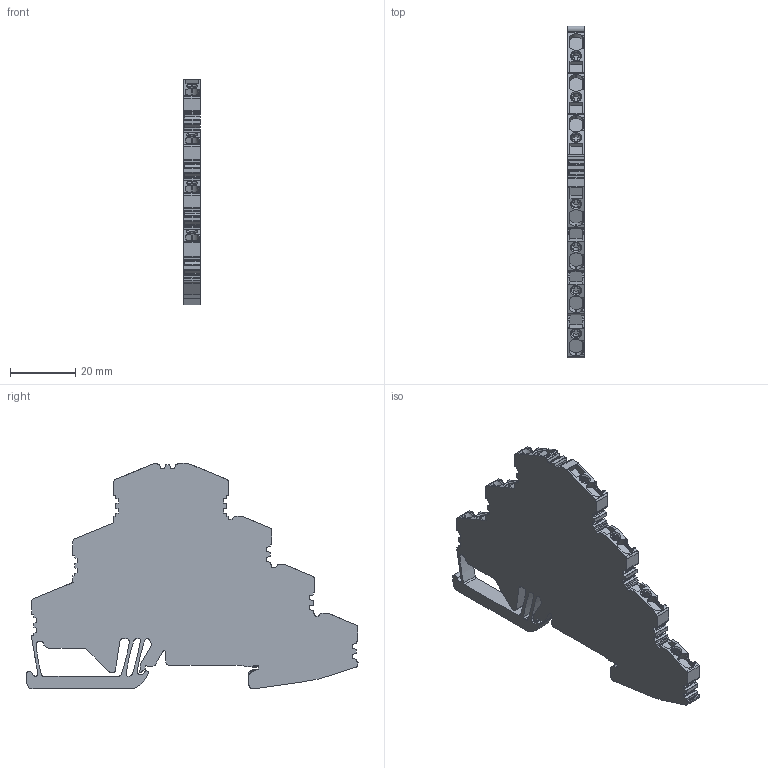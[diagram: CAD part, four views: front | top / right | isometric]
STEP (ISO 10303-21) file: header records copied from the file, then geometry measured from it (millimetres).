
FILE_DESCRIPTION(('CATIA V5 STEP Exchange','CAx-IF Rec.Pracs.--- Model Styling and Organization---1.5--- 2016-08-15','CAx-IF Rec.Pracs.---Supplemental Geometry---1.0---2011-11-01','CAx-IF Rec.Pracs.--- Composite Materials ---1.1---2010-07-15'),'2;1');
FILE_NAME ('020830-2_0', '2025-09-19T07:50:56+00:00', ('none'), ('Weidmueller'), 'CATIA Version 5-6 Release 2024 SP4', 'CATIA V5 STEP AP214 v3', 'none');
FILE_SCHEMA(('AUTOMOTIVE_DESIGN { 1 0 10303 214 1 1 1 1 }'));
Length unit declared in the file: millimetre
Products named in the file (1): ZMAK2.5_AllCATPart
Bounding box: 5.1 x 101.88 x 69.25 mm (x, y, z)
Volume: 20503.1 mm3; surface area: 11986.9 mm2
Topology: 3 solids, 3 shells, 802 faces, 2315 edges, 1544 vertices
Faces by surface type: plane 490, cylinder 291, cone 21
Entity records: 26062 total; most frequent: CARTESIAN_POINT 6001, ORIENTED_EDGE 4630, DIRECTION 3367, EDGE_CURVE 2315, VECTOR 1618, LINE 1618, VERTEX_POINT 1544, AXIS2_PLACEMENT_3D 1111
